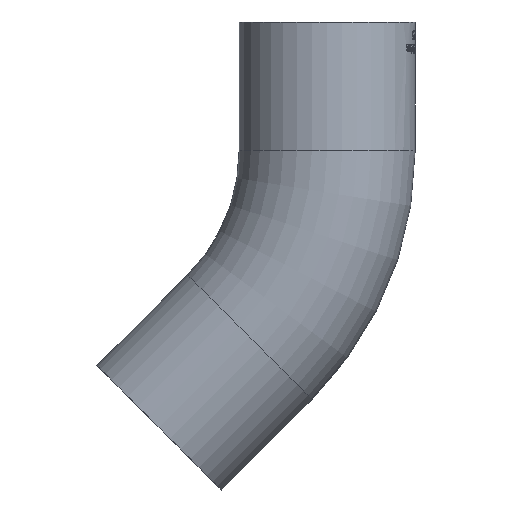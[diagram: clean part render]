
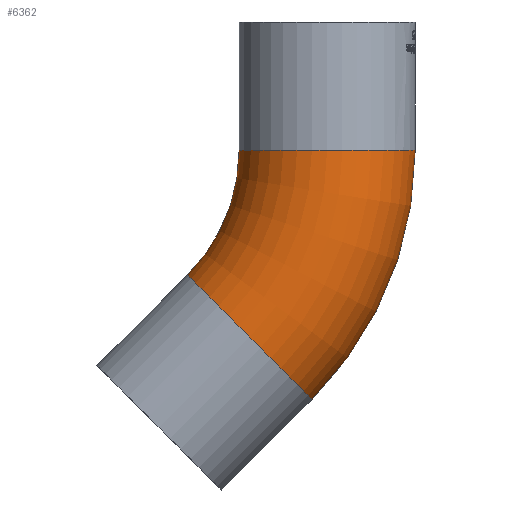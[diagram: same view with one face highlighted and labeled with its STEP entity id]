
A CAD part, front view. The second image highlights one B-rep face of the part: STEP entity #6362.
In plain terms, the highlighted toroidal (fillet/blend) face has major radius 95.25 mm and minor radius 31.75 mm.
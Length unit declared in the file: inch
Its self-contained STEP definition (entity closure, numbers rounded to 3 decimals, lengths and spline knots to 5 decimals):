
#14=TOROIDAL_SURFACE('',#6680,3.75,1.25);
#77=FACE_BOUND('',#1129,.T.);
#740=FACE_OUTER_BOUND('',#1128,.T.);
#1128=EDGE_LOOP('',(#5953));
#1129=EDGE_LOOP('',(#5954));
#1250=CIRCLE('',#6658,1.25);
#1257=CIRCLE('',#6677,1.25);
#3106=VERTEX_POINT('',#14464);
#3113=VERTEX_POINT('',#14490);
#4053=EDGE_CURVE('',#3106,#3106,#1250,.T.);
#4060=EDGE_CURVE('',#3113,#3113,#1257,.T.);
#5953=ORIENTED_EDGE('',*,*,#4060,.T.);
#5954=ORIENTED_EDGE('',*,*,#4053,.T.);
#6362=ADVANCED_FACE('',(#740,#77),#14,.T.);
#6658=AXIS2_PLACEMENT_3D('',#14465,#7692,#7693);
#6677=AXIS2_PLACEMENT_3D('',#14491,#7730,#7731);
#6680=AXIS2_PLACEMENT_3D('',#14494,#7736,#7737);
#7692=DIRECTION('center_axis',(0.,0.,-1.));
#7693=DIRECTION('ref_axis',(-1.,0.,0.));
#7730=DIRECTION('center_axis',(0.707,0.,0.707));
#7731=DIRECTION('ref_axis',(-0.707,0.,0.707));
#7736=DIRECTION('center_axis',(0.,1.,0.));
#7737=DIRECTION('ref_axis',(0.,0.,1.));
#14464=CARTESIAN_POINT('',(1.25,0.,0.));
#14465=CARTESIAN_POINT('Origin',(0.,0.,0.));
#14490=CARTESIAN_POINT('',(-1.09835,-1.25,-2.65165));
#14491=CARTESIAN_POINT('Origin',(-1.09835,0.,-2.65165));
#14494=CARTESIAN_POINT('Origin',(-3.75,0.,0.));
